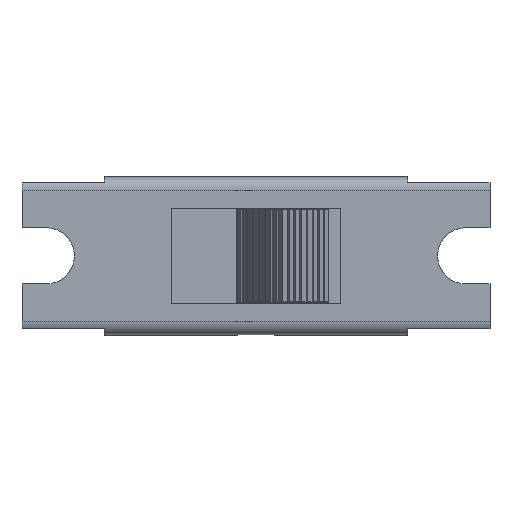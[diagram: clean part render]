
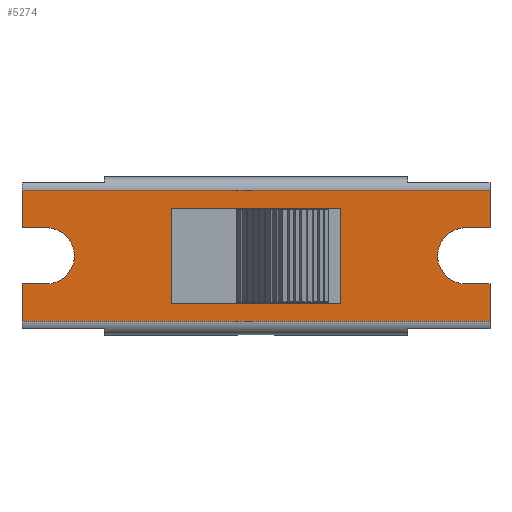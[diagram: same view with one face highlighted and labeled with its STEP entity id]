
A CAD part, top view. The second image highlights one B-rep face of the part: STEP entity #5274.
In plain terms, the highlighted planar face has unit normal (0, 0, 1).
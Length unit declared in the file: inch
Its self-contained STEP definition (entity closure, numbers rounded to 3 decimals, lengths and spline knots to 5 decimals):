
#4189=CARTESIAN_POINT('',(-0.13976,0.07874,0.25));
#4190=VERTEX_POINT('',#4189);
#4197=CARTESIAN_POINT('',(-0.13976,-0.07874,0.25));
#4198=VERTEX_POINT('',#4197);
#4199=CARTESIAN_POINT('',(-0.13976,-0.07874,0.25));
#4200=DIRECTION('',(0.0,1.0,0.0));
#4201=VECTOR('',#4200,0.15748);
#4202=LINE('',#4199,#4201);
#4203=EDGE_CURVE('',#4198,#4190,#4202,.T.);
#4220=CARTESIAN_POINT('',(0.13976,0.07874,0.25));
#4221=VERTEX_POINT('',#4220);
#4228=CARTESIAN_POINT('',(-0.13976,0.07874,0.25));
#4229=DIRECTION('',(1.0,0.0,0.0));
#4230=VECTOR('',#4229,0.27953);
#4231=LINE('',#4228,#4230);
#4232=EDGE_CURVE('',#4190,#4221,#4231,.T.);
#4864=CARTESIAN_POINT('',(-0.38504,0.10787,0.25));
#4865=VERTEX_POINT('',#4864);
#4873=CARTESIAN_POINT('',(0.38504,0.10787,0.25));
#4874=VERTEX_POINT('',#4873);
#4875=CARTESIAN_POINT('',(-0.38504,0.10787,0.25));
#4876=DIRECTION('',(1.0,0.0,0.0));
#4877=VECTOR('',#4876,0.77008);
#4878=LINE('',#4875,#4877);
#4879=EDGE_CURVE('',#4865,#4874,#4878,.T.);
#5094=CARTESIAN_POINT('',(0.38504,-0.10787,0.25));
#5095=VERTEX_POINT('',#5094);
#5103=CARTESIAN_POINT('',(-0.38504,-0.10787,0.25));
#5104=VERTEX_POINT('',#5103);
#5105=CARTESIAN_POINT('',(0.38504,-0.10787,0.25));
#5106=DIRECTION('',(-1.0,0.0,0.0));
#5107=VECTOR('',#5106,0.77008);
#5108=LINE('',#5105,#5107);
#5109=EDGE_CURVE('',#5095,#5104,#5108,.T.);
#5157=CARTESIAN_POINT('',(-0.38504,-0.04626,0.25));
#5158=VERTEX_POINT('',#5157);
#5159=CARTESIAN_POINT('',(-0.38504,-0.10787,0.25));
#5160=DIRECTION('',(0.0,1.0,0.0));
#5161=VECTOR('',#5160,0.06161);
#5162=LINE('',#5159,#5161);
#5163=EDGE_CURVE('',#5104,#5158,#5162,.T.);
#5176=CARTESIAN_POINT('',(-0.42354,-0.11866,0.25));
#5177=DIRECTION('',(0.0,0.0,1.0));
#5178=DIRECTION('',(1.0,0.0,0.0));
#5179=AXIS2_PLACEMENT_3D('',#5176,#5177,#5178);
#5180=PLANE('',#5179);
#5181=ORIENTED_EDGE('',*,*,#4879,.F.);
#5182=CARTESIAN_POINT('',(-0.38504,0.04626,0.25));
#5183=VERTEX_POINT('',#5182);
#5184=CARTESIAN_POINT('',(-0.38504,0.04626,0.25));
#5185=DIRECTION('',(0.0,1.0,0.0));
#5186=VECTOR('',#5185,0.06161);
#5187=LINE('',#5184,#5186);
#5188=EDGE_CURVE('',#5183,#4865,#5187,.T.);
#5189=ORIENTED_EDGE('',*,*,#5188,.F.);
#5190=CARTESIAN_POINT('',(-0.34508,0.04626,0.25));
#5191=VERTEX_POINT('',#5190);
#5192=CARTESIAN_POINT('',(-0.34508,0.04626,0.25));
#5193=DIRECTION('',(-1.0,0.0,0.0));
#5194=VECTOR('',#5193,0.03996);
#5195=LINE('',#5192,#5194);
#5196=EDGE_CURVE('',#5191,#5183,#5195,.T.);
#5197=ORIENTED_EDGE('',*,*,#5196,.F.);
#5198=CARTESIAN_POINT('',(-0.34508,-0.04626,0.25));
#5199=VERTEX_POINT('',#5198);
#5200=CARTESIAN_POINT('',(-0.34508,0.0,0.25));
#5201=DIRECTION('',(0.0,0.0,1.0));
#5202=DIRECTION('',(0.0,-1.0,0.0));
#5203=AXIS2_PLACEMENT_3D('',#5200,#5201,#5202);
#5204=CIRCLE('',#5203,0.04626);
#5205=EDGE_CURVE('',#5199,#5191,#5204,.T.);
#5206=ORIENTED_EDGE('',*,*,#5205,.F.);
#5207=CARTESIAN_POINT('',(-0.38504,-0.04626,0.25));
#5208=DIRECTION('',(1.0,0.0,0.0));
#5209=VECTOR('',#5208,0.03996);
#5210=LINE('',#5207,#5209);
#5211=EDGE_CURVE('',#5158,#5199,#5210,.T.);
#5212=ORIENTED_EDGE('',*,*,#5211,.F.);
#5213=ORIENTED_EDGE('',*,*,#5163,.F.);
#5214=ORIENTED_EDGE('',*,*,#5109,.F.);
#5215=CARTESIAN_POINT('',(0.38504,-0.04626,0.25));
#5216=VERTEX_POINT('',#5215);
#5217=CARTESIAN_POINT('',(0.38504,-0.04626,0.25));
#5218=DIRECTION('',(0.0,-1.0,0.0));
#5219=VECTOR('',#5218,0.06161);
#5220=LINE('',#5217,#5219);
#5221=EDGE_CURVE('',#5216,#5095,#5220,.T.);
#5222=ORIENTED_EDGE('',*,*,#5221,.F.);
#5223=CARTESIAN_POINT('',(0.34508,-0.04626,0.25));
#5224=VERTEX_POINT('',#5223);
#5225=CARTESIAN_POINT('',(0.34508,-0.04626,0.25));
#5226=DIRECTION('',(1.0,0.0,0.0));
#5227=VECTOR('',#5226,0.03996);
#5228=LINE('',#5225,#5227);
#5229=EDGE_CURVE('',#5224,#5216,#5228,.T.);
#5230=ORIENTED_EDGE('',*,*,#5229,.F.);
#5231=CARTESIAN_POINT('',(0.34508,0.04626,0.25));
#5232=VERTEX_POINT('',#5231);
#5233=CARTESIAN_POINT('',(0.34508,0.0,0.25));
#5234=DIRECTION('',(0.0,0.0,1.0));
#5235=DIRECTION('',(0.0,1.0,0.0));
#5236=AXIS2_PLACEMENT_3D('',#5233,#5234,#5235);
#5237=CIRCLE('',#5236,0.04626);
#5238=EDGE_CURVE('',#5232,#5224,#5237,.T.);
#5239=ORIENTED_EDGE('',*,*,#5238,.F.);
#5240=CARTESIAN_POINT('',(0.38504,0.04626,0.25));
#5241=VERTEX_POINT('',#5240);
#5242=CARTESIAN_POINT('',(0.38504,0.04626,0.25));
#5243=DIRECTION('',(-1.0,0.0,0.0));
#5244=VECTOR('',#5243,0.03996);
#5245=LINE('',#5242,#5244);
#5246=EDGE_CURVE('',#5241,#5232,#5245,.T.);
#5247=ORIENTED_EDGE('',*,*,#5246,.F.);
#5248=CARTESIAN_POINT('',(0.38504,0.10787,0.25));
#5249=DIRECTION('',(0.0,-1.0,0.0));
#5250=VECTOR('',#5249,0.06161);
#5251=LINE('',#5248,#5250);
#5252=EDGE_CURVE('',#4874,#5241,#5251,.T.);
#5253=ORIENTED_EDGE('',*,*,#5252,.F.);
#5254=EDGE_LOOP('',(#5181,#5189,#5197,#5206,#5212,#5213,#5214,#5222,#5230,#5239,#5247,#5253));
#5255=FACE_OUTER_BOUND('',#5254,.T.);
#5256=CARTESIAN_POINT('',(0.13976,-0.07874,0.25));
#5257=VERTEX_POINT('',#5256);
#5258=CARTESIAN_POINT('',(0.13976,0.07874,0.25));
#5259=DIRECTION('',(0.0,-1.0,0.0));
#5260=VECTOR('',#5259,0.15748);
#5261=LINE('',#5258,#5260);
#5262=EDGE_CURVE('',#4221,#5257,#5261,.T.);
#5263=ORIENTED_EDGE('',*,*,#5262,.T.);
#5264=CARTESIAN_POINT('',(0.13976,-0.07874,0.25));
#5265=DIRECTION('',(-1.0,0.0,0.0));
#5266=VECTOR('',#5265,0.27953);
#5267=LINE('',#5264,#5266);
#5268=EDGE_CURVE('',#5257,#4198,#5267,.T.);
#5269=ORIENTED_EDGE('',*,*,#5268,.T.);
#5270=ORIENTED_EDGE('',*,*,#4203,.T.);
#5271=ORIENTED_EDGE('',*,*,#4232,.T.);
#5272=EDGE_LOOP('',(#5263,#5269,#5270,#5271));
#5273=FACE_BOUND('',#5272,.T.);
#5274=ADVANCED_FACE('',(#5255,#5273),#5180,.T.);
